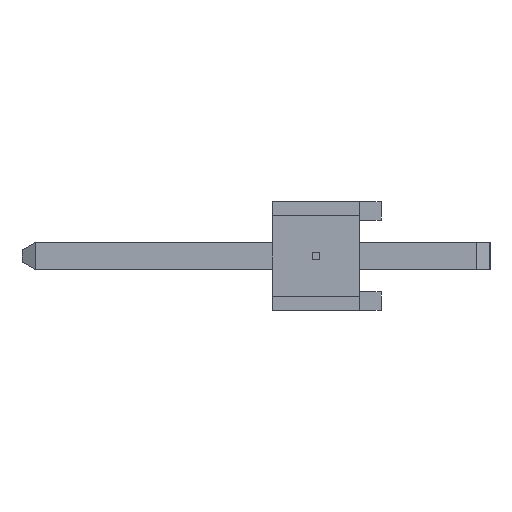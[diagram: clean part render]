
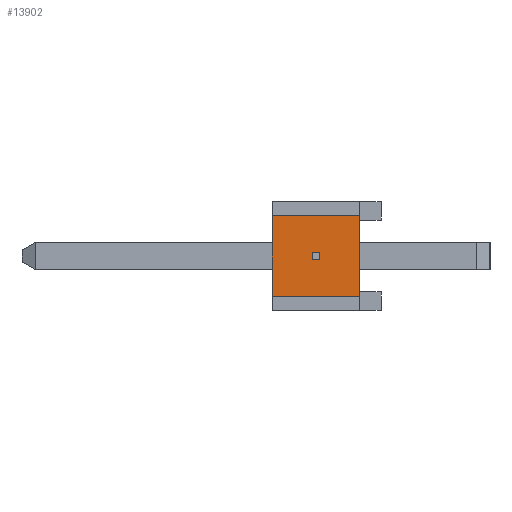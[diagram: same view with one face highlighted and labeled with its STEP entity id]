
A CAD part, left-side view. The second image highlights one B-rep face of the part: STEP entity #13902.
In plain terms, the highlighted planar face has unit normal (-1, 0, 0).
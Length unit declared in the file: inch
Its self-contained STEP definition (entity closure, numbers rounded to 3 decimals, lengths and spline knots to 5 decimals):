
#2851=ORIENTED_EDGE('',*,*,#5701,.F.);
#2852=ORIENTED_EDGE('',*,*,#5702,.F.);
#2853=ORIENTED_EDGE('',*,*,#5703,.F.);
#2854=ORIENTED_EDGE('',*,*,#5704,.F.);
#2855=ORIENTED_EDGE('',*,*,#5705,.F.);
#2856=ORIENTED_EDGE('',*,*,#5706,.F.);
#2857=ORIENTED_EDGE('',*,*,#5707,.F.);
#2858=ORIENTED_EDGE('',*,*,#5708,.F.);
#5701=EDGE_CURVE('',#7045,#7046,#8855,.T.);
#5702=EDGE_CURVE('',#7047,#7045,#8856,.T.);
#5703=EDGE_CURVE('',#7048,#7047,#8857,.T.);
#5704=EDGE_CURVE('',#7046,#7048,#8858,.T.);
#5705=EDGE_CURVE('',#7049,#7050,#8859,.T.);
#5706=EDGE_CURVE('',#7051,#7049,#8860,.T.);
#5707=EDGE_CURVE('',#7052,#7051,#8861,.T.);
#5708=EDGE_CURVE('',#7050,#7052,#8862,.T.);
#7045=VERTEX_POINT('',#21900);
#7046=VERTEX_POINT('',#21901);
#7047=VERTEX_POINT('',#21903);
#7048=VERTEX_POINT('',#21905);
#7049=VERTEX_POINT('',#21908);
#7050=VERTEX_POINT('',#21909);
#7051=VERTEX_POINT('',#21911);
#7052=VERTEX_POINT('',#21913);
#8855=LINE('',#21899,#10793);
#8856=LINE('',#21902,#10794);
#8857=LINE('',#21904,#10795);
#8858=LINE('',#21906,#10796);
#8859=LINE('',#21907,#10797);
#8860=LINE('',#21910,#10798);
#8861=LINE('',#21912,#10799);
#8862=LINE('',#21914,#10800);
#10793=VECTOR('',#17816,39.37008);
#10794=VECTOR('',#17817,39.37008);
#10795=VECTOR('',#17818,39.37008);
#10796=VECTOR('',#17819,39.37008);
#10797=VECTOR('',#17820,39.37008);
#10798=VECTOR('',#17821,39.37008);
#10799=VECTOR('',#17822,39.37008);
#10800=VECTOR('',#17823,39.37008);
#11539=EDGE_LOOP('',(#2851,#2852,#2853,#2854));
#11540=EDGE_LOOP('',(#2855,#2856,#2857,#2858));
#12357=FACE_BOUND('',#11539,.T.);
#12358=FACE_BOUND('',#11540,.T.);
#13145=PLANE('',#14686);
#13902=ADVANCED_FACE('',(#12357,#12358),#13145,.F.);
#14686=AXIS2_PLACEMENT_3D('',#21898,#17814,#17815);
#17814=DIRECTION('',(1.,0.,0.));
#17815=DIRECTION('',(0.,0.,-1.));
#17816=DIRECTION('',(0.,0.,-1.));
#17817=DIRECTION('',(0.,1.,0.));
#17818=DIRECTION('',(0.,0.,1.));
#17819=DIRECTION('',(0.,-1.,0.));
#17820=DIRECTION('',(0.,0.,-1.));
#17821=DIRECTION('',(0.,-1.,0.));
#17822=DIRECTION('',(0.,0.,1.));
#17823=DIRECTION('',(0.,1.,0.));
#21898=CARTESIAN_POINT('',(-0.742,0.,0.));
#21899=CARTESIAN_POINT('',(-0.742,0.06353,0.));
#21900=CARTESIAN_POINT('',(-0.742,0.06353,0.00339));
#21901=CARTESIAN_POINT('',(-0.742,0.06353,-0.00339));
#21902=CARTESIAN_POINT('',(-0.742,0.,0.00339));
#21903=CARTESIAN_POINT('',(-0.742,0.05647,0.00339));
#21904=CARTESIAN_POINT('',(-0.742,0.05647,0.));
#21905=CARTESIAN_POINT('',(-0.742,0.05647,-0.00339));
#21906=CARTESIAN_POINT('',(-0.742,0.,-0.00339));
#21907=CARTESIAN_POINT('',(-0.742,0.02,0.));
#21908=CARTESIAN_POINT('',(-0.742,0.02,0.037));
#21909=CARTESIAN_POINT('',(-0.742,0.02,-0.037));
#21910=CARTESIAN_POINT('',(-0.742,0.1,0.037));
#21911=CARTESIAN_POINT('',(-0.742,0.1,0.037));
#21912=CARTESIAN_POINT('',(-0.742,0.1,-0.037));
#21913=CARTESIAN_POINT('',(-0.742,0.1,-0.037));
#21914=CARTESIAN_POINT('',(-0.742,0.,-0.037));
